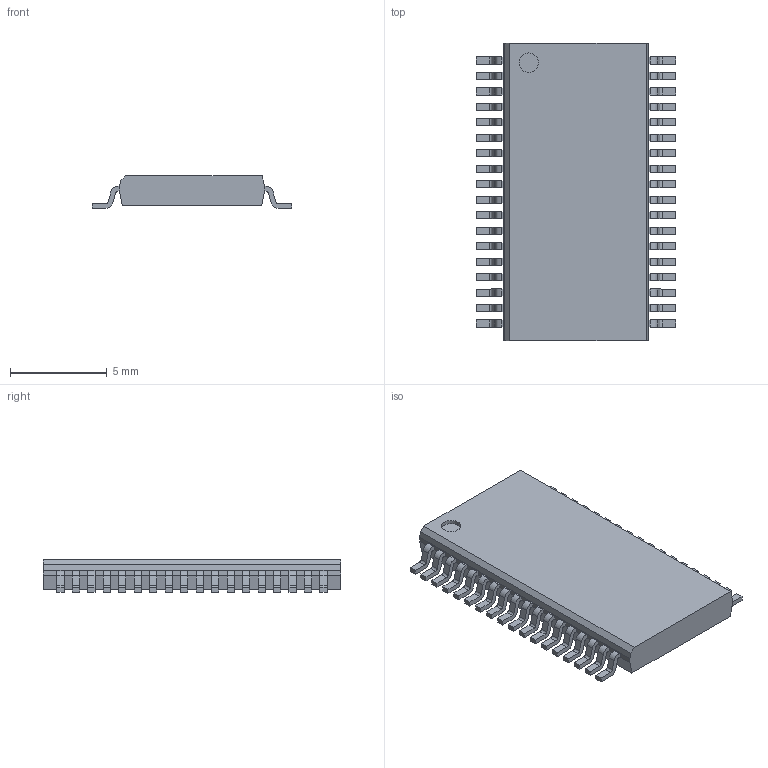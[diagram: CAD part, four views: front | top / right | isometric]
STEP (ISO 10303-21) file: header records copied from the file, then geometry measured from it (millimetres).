
FILE_DESCRIPTION((''),'2;1');
FILE_NAME('SOP80P1031X265-36N.stp','2013-06-19T17:00:42',(''),(''),'Mechanical Desktop 2011','Mechanical Desktop 2011',', , ');
FILE_SCHEMA(('AUTOMOTIVE_DESIGN { 1 2 10303 214 1 1 1 1 }'));
Length unit declared in the file: millimetre
Products named in the file (1): Product
Bounding box: 10.31 x 15.38 x 1.68 mm (x, y, z)
Volume: 182.1 mm3; surface area: 387.3 mm2
Topology: 37 solids, 37 shells, 518 faces, 1329 edges, 886 vertices
Faces by surface type: bspline 252, plane 192, cylinder 74
Entity records: 16617 total; most frequent: CARTESIAN_POINT 4498, ORIENTED_EDGE 2658, DIRECTION 2155, EDGE_CURVE 1329, VECTOR 1037, LINE 1037, VERTEX_POINT 886, AXIS2_PLACEMENT_3D 559
